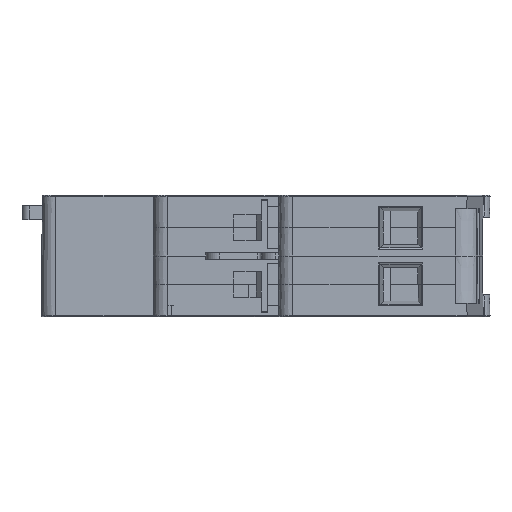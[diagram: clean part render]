
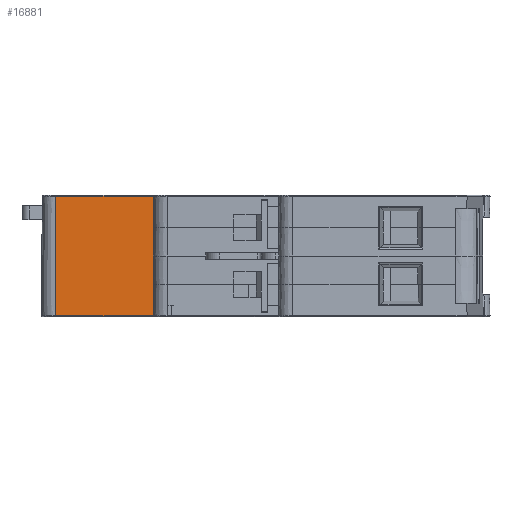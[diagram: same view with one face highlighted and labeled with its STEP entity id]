
A CAD part, left-side view. The second image highlights one B-rep face of the part: STEP entity #16881.
In plain terms, the highlighted planar face has unit normal (-1, 0, 0.009).
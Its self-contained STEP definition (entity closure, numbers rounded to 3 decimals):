
#1070=DIRECTION('',(0.009,-0.009,1.));
#1071=VECTOR('',#1070,4.499);
#1072=CARTESIAN_POINT('',(-22.575,43.598,
-8.598));
#1073=LINE('',#1072,#1071);
#1117=DIRECTION('',(0.,-1.,0.));
#1118=VECTOR('',#1117,14.102);
#1119=CARTESIAN_POINT('',(-22.575,57.7,-8.598));
#1120=LINE('',#1119,#1118);
#2798=DIRECTION('',(0.009,0.,1.));
#2799=VECTOR('',#2798,12.702);
#2800=CARTESIAN_POINT('',(-22.536,43.6,-4.1));
#2801=LINE('',#2800,#2799);
#2802=DIRECTION('',(0.,1.,0.));
#2803=VECTOR('',#2802,14.1);
#2804=CARTESIAN_POINT('',(-22.425,43.6,8.602));
#2805=LINE('',#2804,#2803);
#2822=DIRECTION('',(0.,1.,0.));
#2823=VECTOR('',#2822,0.041);
#2824=CARTESIAN_POINT('',(-22.536,43.559,-4.1));
#2825=LINE('',#2824,#2823);
#2964=DIRECTION('',(-0.009,0.,-1.));
#2965=VECTOR('',#2964,17.201);
#2966=CARTESIAN_POINT('',(-22.425,57.7,8.602));
#2967=LINE('',#2966,#2965);
#11732=CARTESIAN_POINT('',(-22.536,43.559,-4.1));
#11733=VERTEX_POINT('',#11732);
#11734=CARTESIAN_POINT('',(-22.536,43.6,-4.1));
#11735=VERTEX_POINT('',#11734);
#12437=CARTESIAN_POINT('',(-22.575,43.598,
-8.598));
#12438=VERTEX_POINT('',#12437);
#12449=CARTESIAN_POINT('',(-22.425,43.6,8.602));
#12450=VERTEX_POINT('',#12449);
#12451=CARTESIAN_POINT('',(-22.425,57.7,8.602));
#12452=VERTEX_POINT('',#12451);
#12453=CARTESIAN_POINT('',(-22.575,57.7,-8.598));
#12454=VERTEX_POINT('',#12453);
#16866=CARTESIAN_POINT('',(-22.5,59.812,0.));
#16867=DIRECTION('',(-1.,0.,0.009));
#16868=DIRECTION('',(0.,1.,0.));
#16869=AXIS2_PLACEMENT_3D('',#16866,#16867,#16868);
#16870=PLANE('',#16869);
#16871=ORIENTED_EDGE('',*,*,#16858,.F.);
#16872=ORIENTED_EDGE('',*,*,#16847,.F.);
#16874=ORIENTED_EDGE('',*,*,#16873,.F.);
#16875=ORIENTED_EDGE('',*,*,#14546,.F.);
#16876=ORIENTED_EDGE('',*,*,#14602,.F.);
#16878=ORIENTED_EDGE('',*,*,#16877,.F.);
#16879=EDGE_LOOP('',(#16871,#16872,#16874,#16875,#16876,#16878));
#16880=FACE_OUTER_BOUND('',#16879,.F.);
#16881=ADVANCED_FACE('',(#16880),#16870,.T.);
#14546=EDGE_CURVE('',#12438,#11733,#1073,.T.);
#14602=EDGE_CURVE('',#12454,#12438,#1120,.T.);
#16847=EDGE_CURVE('',#11735,#12450,#2801,.T.);
#16858=EDGE_CURVE('',#12450,#12452,#2805,.T.);
#16873=EDGE_CURVE('',#11733,#11735,#2825,.T.);
#16877=EDGE_CURVE('',#12452,#12454,#2967,.T.);
